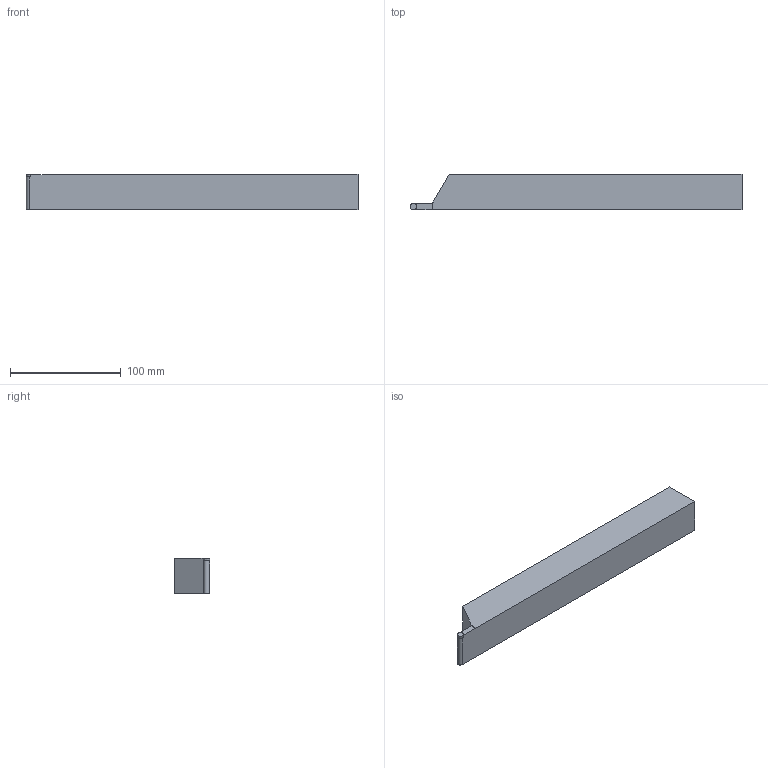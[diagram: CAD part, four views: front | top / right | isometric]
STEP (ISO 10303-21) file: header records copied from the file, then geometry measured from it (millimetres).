
FILE_DESCRIPTION(/* description */ (''),/* implementation_level */ '2;1');
FILE_NAME(/* name */ 'SRDCR-3232-T06.stp',/* time_stamp */ '2023-10-07T19:25:03+03:00',/* author */ (''),/* organization */ (''),/* preprocessor_version */ 'ST-DEVELOPER v19.4',/* originating_system */ 'SIEMENS PLM Software NX2306.3001',/* authorisation */ '');
FILE_SCHEMA (('AUTOMOTIVE_DESIGN { 1 0 10303 214 3 1 1 1 }'));
Length unit declared in the file: millimetre
Products named in the file (1): model1
Bounding box: 300 x 32.35 x 32 mm (x, y, z)
Volume: 283362.3 mm3; surface area: 38577 mm2
Topology: 2 solids, 2 shells, 15 faces, 33 edges, 22 vertices
Faces by surface type: plane 12, cone 2, cylinder 1
Entity records: 439 total; most frequent: CARTESIAN_POINT 83, DIRECTION 67, ORIENTED_EDGE 62, EDGE_CURVE 31, LINE 23, VECTOR 23, AXIS2_PLACEMENT_3D 22, VERTEX_POINT 21
